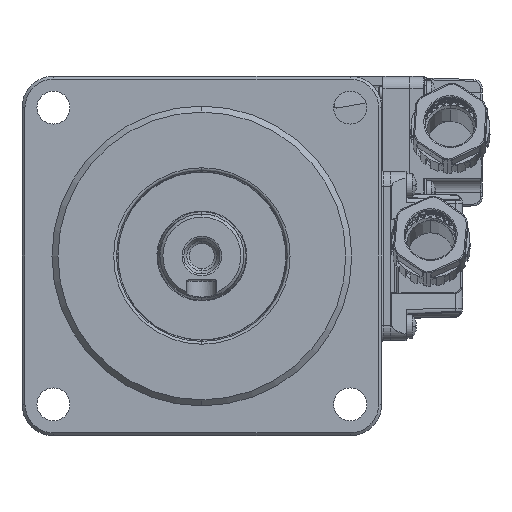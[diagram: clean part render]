
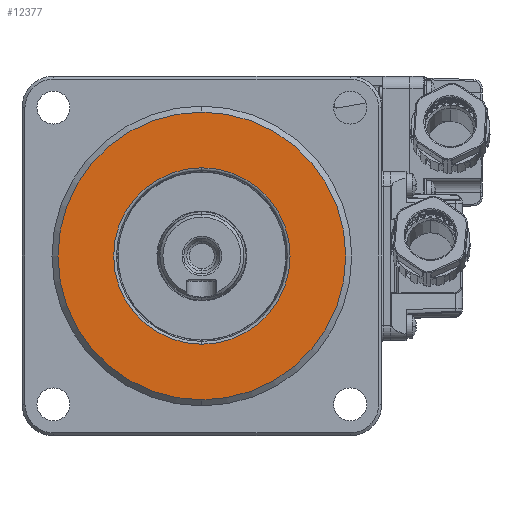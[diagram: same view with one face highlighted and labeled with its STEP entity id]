
A CAD part, front view. The second image highlights one B-rep face of the part: STEP entity #12377.
In plain terms, the highlighted planar face has unit normal (0, -1, 0).
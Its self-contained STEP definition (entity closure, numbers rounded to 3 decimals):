
#163 = DIRECTION ( 'NONE',  ( 0., 0., -1. ) ) ;
#1334 = DIRECTION ( 'NONE',  ( 0., 0., -1. ) ) ;
#1800 = DIRECTION ( 'NONE',  ( 0., 0., -1. ) ) ;
#2549 = VERTEX_POINT ( 'NONE', #13041 ) ;
#3169 = CARTESIAN_POINT ( 'NONE',  ( -43.842, -37.086, 24. ) ) ;
#4659 = CIRCLE ( 'NONE', #34365, 14.714 ) ;
#4946 = CARTESIAN_POINT ( 'NONE',  ( -43.842, -37.086, 0. ) ) ;
#7663 = CARTESIAN_POINT ( 'NONE',  ( -43.842, -37.086, 14.714 ) ) ;
#9751 = ORIENTED_EDGE ( 'NONE', *, *, #29973, .T. ) ;
#11124 = FACE_BOUND ( 'NONE', #18285, .T. ) ;
#11265 = VERTEX_POINT ( 'NONE', #7663 ) ;
#12377 = ADVANCED_FACE ( 'NONE', ( #11124, #28612 ), #49701, .T. ) ;
#13041 = CARTESIAN_POINT ( 'NONE',  ( -43.842, -37.086, -24. ) ) ;
#13191 = AXIS2_PLACEMENT_3D ( 'NONE', #36504, #32849, #20133 ) ;
#14523 = CARTESIAN_POINT ( 'NONE',  ( -43.842, -37.086, -14.714 ) ) ;
#16810 = CARTESIAN_POINT ( 'NONE',  ( -43.842, -37.086, 0. ) ) ;
#18285 = EDGE_LOOP ( 'NONE', ( #27068, #9751 ) ) ;
#18973 = ORIENTED_EDGE ( 'NONE', *, *, #20805, .T. ) ;
#20133 = DIRECTION ( 'NONE',  ( 0., 0., -1. ) ) ;
#20805 = EDGE_CURVE ( 'NONE', #51402, #2549, #30419, .T. ) ;
#21140 = EDGE_LOOP ( 'NONE', ( #18973, #43573 ) ) ;
#21586 = DIRECTION ( 'NONE',  ( 0., 0., -1. ) ) ;
#21873 = DIRECTION ( 'NONE',  ( 0., -1., 0. ) ) ;
#22769 = DIRECTION ( 'NONE',  ( 0., -1., 0. ) ) ;
#23414 = CIRCLE ( 'NONE', #38733, 24. ) ;
#27068 = ORIENTED_EDGE ( 'NONE', *, *, #45374, .T. ) ;
#28612 = FACE_OUTER_BOUND ( 'NONE', #21140, .T. ) ;
#29973 = EDGE_CURVE ( 'NONE', #11265, #44107, #4659, .T. ) ;
#30419 = CIRCLE ( 'NONE', #52823, 24. ) ;
#30647 = AXIS2_PLACEMENT_3D ( 'NONE', #33568, #50695, #1800 ) ;
#32849 = DIRECTION ( 'NONE',  ( 0., -1., 0. ) ) ;
#33568 = CARTESIAN_POINT ( 'NONE',  ( -43.842, -37.086, 0. ) ) ;
#34365 = AXIS2_PLACEMENT_3D ( 'NONE', #4946, #51418, #21586 ) ;
#36504 = CARTESIAN_POINT ( 'NONE',  ( -43.842, -37.086, 0. ) ) ;
#38733 = AXIS2_PLACEMENT_3D ( 'NONE', #16810, #21873, #163 ) ;
#43573 = ORIENTED_EDGE ( 'NONE', *, *, #47865, .T. ) ;
#44107 = VERTEX_POINT ( 'NONE', #14523 ) ;
#44174 = CARTESIAN_POINT ( 'NONE',  ( -43.842, -37.086, 0. ) ) ;
#45374 = EDGE_CURVE ( 'NONE', #44107, #11265, #55776, .T. ) ;
#47865 = EDGE_CURVE ( 'NONE', #2549, #51402, #23414, .T. ) ;
#49701 = PLANE ( 'NONE',  #13191 ) ;
#50695 = DIRECTION ( 'NONE',  ( 0., 1., 0. ) ) ;
#51402 = VERTEX_POINT ( 'NONE', #3169 ) ;
#51418 = DIRECTION ( 'NONE',  ( 0., 1., 0. ) ) ;
#52823 = AXIS2_PLACEMENT_3D ( 'NONE', #44174, #22769, #1334 ) ;
#55776 = CIRCLE ( 'NONE', #30647, 14.714 ) ;
